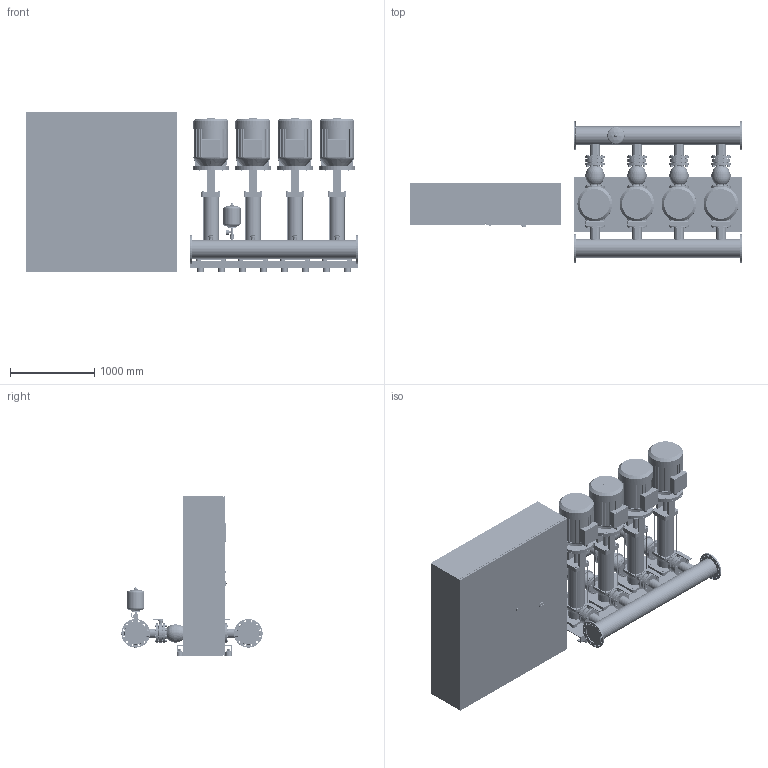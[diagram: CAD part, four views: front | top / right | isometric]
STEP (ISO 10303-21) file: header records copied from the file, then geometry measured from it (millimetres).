
FILE_DESCRIPTION((''),'2;1');
FILE_NAME('3d_COR-4MVI7006_2-PN25-2523279.stp','2011-08-26T14:51:31',(''),(''),'Mechanical Desktop 2009','Mechanical Desktop 2009',', , ');
FILE_SCHEMA(('CONFIG_CONTROL_DESIGN'));
Length unit declared in the file: millimetre
Products named in the file (1): Product
Bounding box: 3950 x 1679.55 x 1900 mm (x, y, z)
Volume: 2453219975 mm3; surface area: 37603900.9 mm2
Topology: 242 solids, 242 shells, 6903 faces, 16537 edges, 10788 vertices
Faces by surface type: plane 3513, cylinder 2104, bspline 684, cone 440, torus 112, sphere 50
Full cylindrical faces by diameter (mm): 114.3 x8, 225 x8
Entity records: 211473 total; most frequent: CARTESIAN_POINT 47067, DIRECTION 34615, ORIENTED_EDGE 32978, EDGE_CURVE 16489, AXIS2_PLACEMENT_3D 12110, VERTEX_POINT 10776, VECTOR 10395, LINE 10395
